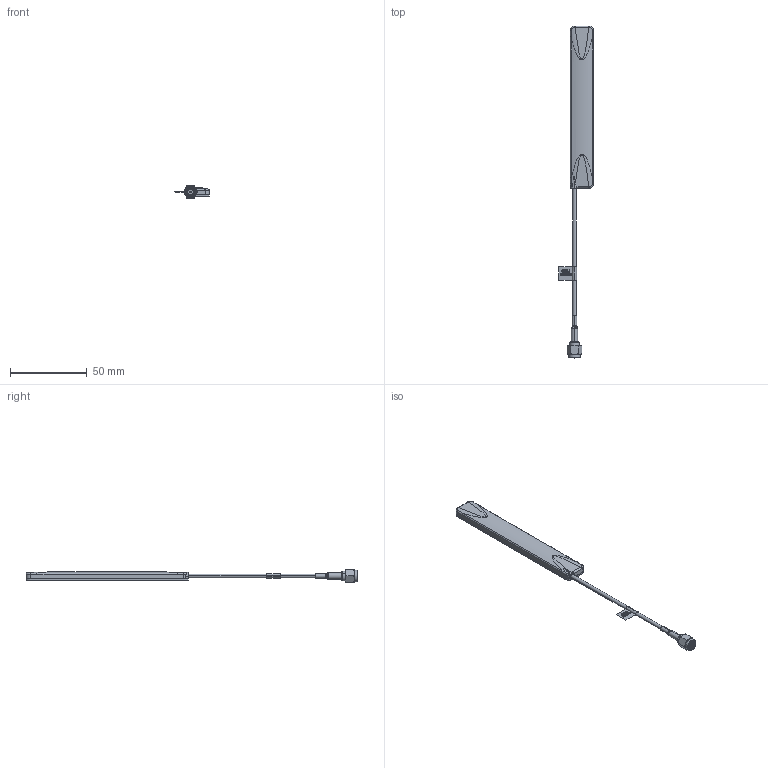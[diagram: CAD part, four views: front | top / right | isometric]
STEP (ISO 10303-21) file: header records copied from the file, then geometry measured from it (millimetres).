
FILE_DESCRIPTION (( 'STEP AP214' ), '1' );
FILE_NAME ('GSA.8821.B.301111_Web.STEP', '2022-03-24T15:49:23', ( '' ), ( '' ), 'SwSTEP 2.0', 'SolidWorks 2018', '' );
FILE_SCHEMA (( 'AUTOMOTIVE_DESIGN' ));
Length unit declared in the file: millimetre
Products named in the file (1): GSA.8821.B.301111_Web
Bounding box: 22.65 x 217 x 8.11 mm (x, y, z)
Surface area: 8687.6 mm2 (no closed solid volume)
Topology: 0 solids, 8 shells, 135 faces, 865 edges, 753 vertices
Faces by surface type: plane 61, cylinder 39, bspline 19, cone 8, torus 8
Entity records: 21853 total; most frequent: CARTESIAN_POINT 15435, ORIENTED_EDGE 1512, EDGE_CURVE 863, B_SPLINE_CURVE_WITH_KNOTS 828, VERTEX_POINT 753, DIRECTION 244, EDGE_LOOP 176, ADVANCED_FACE 135
